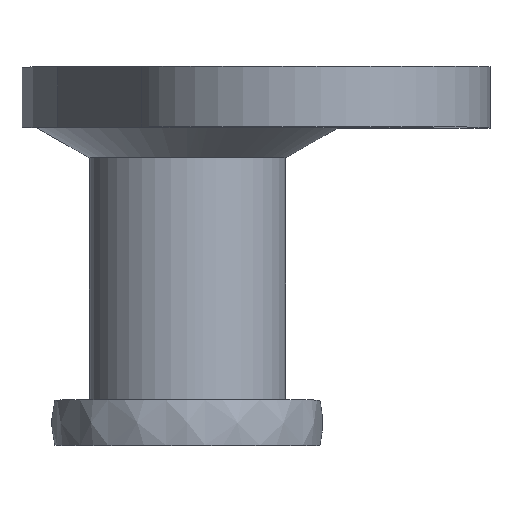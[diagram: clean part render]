
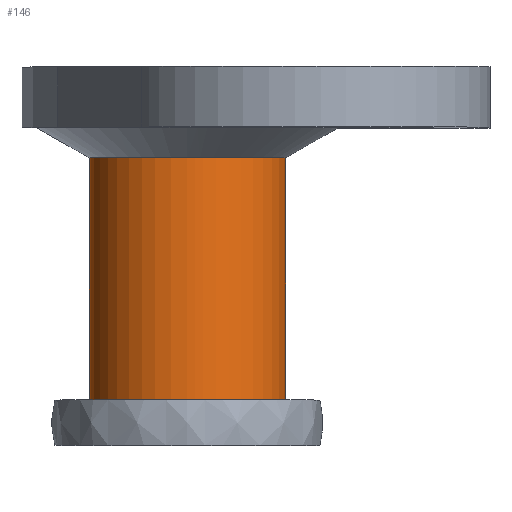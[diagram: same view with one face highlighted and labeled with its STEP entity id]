
A CAD part, top view. The second image highlights one B-rep face of the part: STEP entity #146.
In plain terms, the highlighted free-form (B-spline) face has degree [2, 1] with [7, 2] control points.
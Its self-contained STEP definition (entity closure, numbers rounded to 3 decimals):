
#44=CARTESIAN_POINT('',(6.455,19.4,-0.767));
#45=CARTESIAN_POINT('',(6.477,19.4,-0.582));
#46=CARTESIAN_POINT('',(6.488,19.4,-0.397));
#47=CARTESIAN_POINT('',(6.885,19.4,6.091));
#48=CARTESIAN_POINT('',(0.397,19.4,6.488));
#49=CARTESIAN_POINT('',(-6.091,19.4,6.885));
#50=CARTESIAN_POINT('',(-6.488,19.4,0.397));
#51=CARTESIAN_POINT('',(6.455,2.59,-0.767));
#52=CARTESIAN_POINT('',(6.477,2.59,-0.582));
#53=CARTESIAN_POINT('',(6.488,2.59,-0.397));
#54=CARTESIAN_POINT('',(6.885,2.59,6.091));
#55=CARTESIAN_POINT('',(0.397,2.59,6.488));
#56=CARTESIAN_POINT('',(-6.091,2.59,6.885));
#57=CARTESIAN_POINT('',(-6.488,2.59,0.397));
#65=(BOUNDED_SURFACE()B_SPLINE_SURFACE(2,1,((#44,#51),(#45,#52),(#46,#53),(#47,#54),(#48,#55),(#49,#56),(#50,#57)),.UNSPECIFIED.,.F.,.F.,.U.)B_SPLINE_SURFACE_WITH_KNOTS((3,2,2,3),(2,2),(0.0,0.431,11.2,21.97),(0.0,16.81),.UNSPECIFIED.)GEOMETRIC_REPRESENTATION_ITEM()RATIONAL_B_SPLINE_SURFACE(((0.978,0.978),(0.988,0.988),(1.0,1.0),(0.707,0.707),(1.0,1.0),(0.707,0.707),(1.0,1.0)))REPRESENTATION_ITEM('')SURFACE());
#66=CARTESIAN_POINT('',(6.455,3.,-0.767));
#67=VERTEX_POINT('',#66);
#68=CARTESIAN_POINT('',(0.0,3.0,6.5));
#69=VERTEX_POINT('',#68);
#70=CARTESIAN_POINT('',(6.455,3.,-0.767));
#71=CARTESIAN_POINT('',(6.5,3.0,-0.385));
#72=CARTESIAN_POINT('',(6.5,3.0,0.));
#73=CARTESIAN_POINT('',(6.5,3.,6.5));
#74=CARTESIAN_POINT('',(0.0,3.0,6.5));
#82=(BOUNDED_CURVE()B_SPLINE_CURVE(2,(#70,#71,#72,#73,#74),.UNSPECIFIED.,.F.,.U.)B_SPLINE_CURVE_WITH_KNOTS((3,2,3),(0.23,0.25,0.5),.UNSPECIFIED.)CURVE()GEOMETRIC_REPRESENTATION_ITEM()RATIONAL_B_SPLINE_CURVE((0.956,0.976,1.0,0.707,1.0))REPRESENTATION_ITEM(''));
#83=EDGE_CURVE('',#67,#69,#82,.T.);
#84=ORIENTED_EDGE('',*,*,#83,.F.);
#85=CARTESIAN_POINT('',(6.455,19.0,-0.767));
#86=VERTEX_POINT('',#85);
#87=CARTESIAN_POINT('',(6.455,19.0,-0.767));
#88=CARTESIAN_POINT('',(6.455,3.,-0.767));
#89=QUASI_UNIFORM_CURVE('',1,(#87,#88),.UNSPECIFIED.,.F.,.U.);
#90=EDGE_CURVE('',#86,#67,#89,.T.);
#91=ORIENTED_EDGE('',*,*,#90,.F.);
#92=CARTESIAN_POINT('',(0.0,19.0,6.5));
#93=VERTEX_POINT('',#92);
#94=CARTESIAN_POINT('',(6.455,19.,-0.767));
#95=CARTESIAN_POINT('',(6.5,19.,-0.385));
#96=CARTESIAN_POINT('',(6.5,19.0,0.));
#97=CARTESIAN_POINT('',(6.5,19.,6.5));
#98=CARTESIAN_POINT('',(0.0,19.0,6.5));
#106=(BOUNDED_CURVE()B_SPLINE_CURVE(2,(#94,#95,#96,#97,#98),.UNSPECIFIED.,.F.,.U.)B_SPLINE_CURVE_WITH_KNOTS((3,2,3),(0.23,0.25,0.5),.UNSPECIFIED.)CURVE()GEOMETRIC_REPRESENTATION_ITEM()RATIONAL_B_SPLINE_CURVE((0.956,0.976,1.0,0.707,1.0))REPRESENTATION_ITEM(''));
#107=EDGE_CURVE('',#86,#93,#106,.T.);
#108=ORIENTED_EDGE('',*,*,#107,.T.);
#109=CARTESIAN_POINT('',(-6.488,19.0,0.397));
#110=VERTEX_POINT('',#109);
#111=CARTESIAN_POINT('',(0.0,19.0,6.5));
#112=CARTESIAN_POINT('',(-6.115,19.,6.5));
#113=CARTESIAN_POINT('',(-6.488,19.,0.397));
#121=(BOUNDED_CURVE()B_SPLINE_CURVE(2,(#111,#112,#113),.UNSPECIFIED.,.F.,.U.)B_SPLINE_CURVE_WITH_KNOTS((3,3),(0.5,0.739),.UNSPECIFIED.)CURVE()GEOMETRIC_REPRESENTATION_ITEM()RATIONAL_B_SPLINE_CURVE((1.0,0.72,0.976))REPRESENTATION_ITEM(''));
#122=EDGE_CURVE('',#93,#110,#121,.T.);
#123=ORIENTED_EDGE('',*,*,#122,.T.);
#124=CARTESIAN_POINT('',(-6.488,3.,0.397));
#125=VERTEX_POINT('',#124);
#126=CARTESIAN_POINT('',(-6.488,19.0,0.397));
#127=CARTESIAN_POINT('',(-6.488,3.,0.397));
#128=QUASI_UNIFORM_CURVE('',1,(#126,#127),.UNSPECIFIED.,.F.,.U.);
#129=EDGE_CURVE('',#110,#125,#128,.T.);
#130=ORIENTED_EDGE('',*,*,#129,.T.);
#131=CARTESIAN_POINT('',(0.0,3.0,6.5));
#132=CARTESIAN_POINT('',(-6.115,3.,6.5));
#133=CARTESIAN_POINT('',(-6.488,3.,0.397));
#141=(BOUNDED_CURVE()B_SPLINE_CURVE(2,(#131,#132,#133),.UNSPECIFIED.,.F.,.U.)B_SPLINE_CURVE_WITH_KNOTS((3,3),(0.5,0.739),.UNSPECIFIED.)CURVE()GEOMETRIC_REPRESENTATION_ITEM()RATIONAL_B_SPLINE_CURVE((1.0,0.72,0.976))REPRESENTATION_ITEM(''));
#142=EDGE_CURVE('',#69,#125,#141,.T.);
#143=ORIENTED_EDGE('',*,*,#142,.F.);
#144=EDGE_LOOP('',(#84,#91,#108,#123,#130,#143));
#145=FACE_OUTER_BOUND('',#144,.T.);
#146=ADVANCED_FACE('',(#145),#65,.T.);
